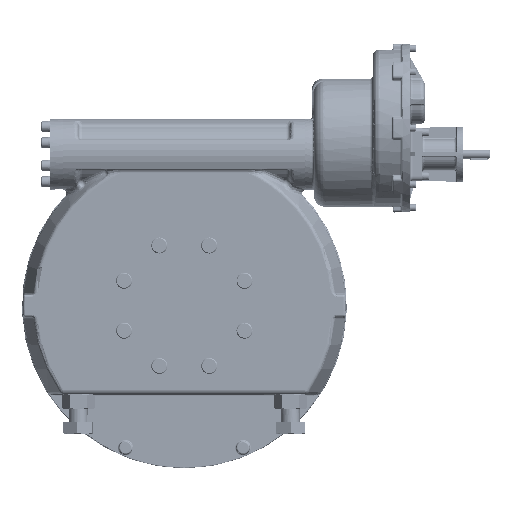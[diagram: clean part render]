
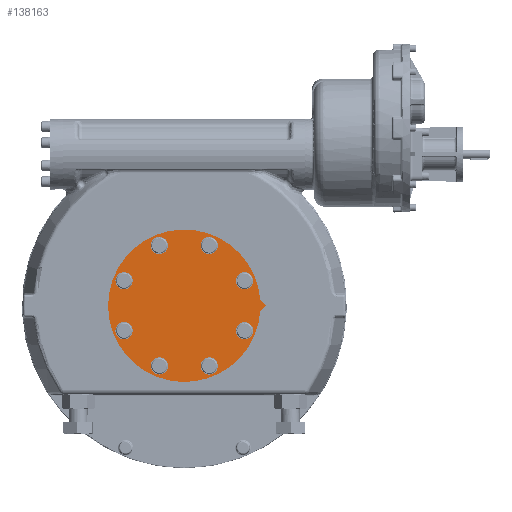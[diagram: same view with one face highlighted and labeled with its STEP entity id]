
A CAD part, top view. The second image highlights one B-rep face of the part: STEP entity #138163.
In plain terms, the highlighted planar face has unit normal (0, 0, 1).
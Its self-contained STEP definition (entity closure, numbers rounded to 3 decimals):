
#10834=LINE('',#223616,#19514);
#10838=LINE('',#223625,#19518);
#19514=VECTOR('',#170012,1000.);
#19518=VECTOR('',#170018,1000.);
#49056=ORIENTED_EDGE('',*,*,#63272,.F.);
#49057=ORIENTED_EDGE('',*,*,#63273,.F.);
#49058=ORIENTED_EDGE('',*,*,#63274,.F.);
#49059=ORIENTED_EDGE('',*,*,#63275,.F.);
#49060=ORIENTED_EDGE('',*,*,#63276,.F.);
#49061=ORIENTED_EDGE('',*,*,#63277,.F.);
#49062=ORIENTED_EDGE('',*,*,#63278,.F.);
#49063=ORIENTED_EDGE('',*,*,#63260,.F.);
#49064=ORIENTED_EDGE('',*,*,#63262,.T.);
#49065=ORIENTED_EDGE('',*,*,#63266,.T.);
#49066=ORIENTED_EDGE('',*,*,#63269,.T.);
#63260=EDGE_CURVE('',#72479,#72479,#75016,.T.);
#63262=EDGE_CURVE('',#72481,#72482,#10834,.T.);
#63266=EDGE_CURVE('',#72482,#72485,#10838,.T.);
#63269=EDGE_CURVE('',#72485,#72481,#75018,.T.);
#63272=EDGE_CURVE('',#72488,#72488,#75021,.T.);
#63273=EDGE_CURVE('',#72489,#72489,#75022,.T.);
#63274=EDGE_CURVE('',#72490,#72490,#75023,.T.);
#63275=EDGE_CURVE('',#72491,#72491,#75024,.T.);
#63276=EDGE_CURVE('',#72492,#72492,#75025,.T.);
#63277=EDGE_CURVE('',#72493,#72493,#75026,.T.);
#63278=EDGE_CURVE('',#72494,#72494,#75027,.T.);
#72479=VERTEX_POINT('',#223611);
#72481=VERTEX_POINT('',#223617);
#72482=VERTEX_POINT('',#223618);
#72485=VERTEX_POINT('',#223626);
#72488=VERTEX_POINT('',#223638);
#72489=VERTEX_POINT('',#223640);
#72490=VERTEX_POINT('',#223642);
#72491=VERTEX_POINT('',#223644);
#72492=VERTEX_POINT('',#223646);
#72493=VERTEX_POINT('',#223648);
#72494=VERTEX_POINT('',#223650);
#75016=CIRCLE('',#145994,19.5);
#75018=CIRCLE('',#146000,172.5);
#75021=CIRCLE('',#146005,19.5);
#75022=CIRCLE('',#146006,19.5);
#75023=CIRCLE('',#146007,19.5);
#75024=CIRCLE('',#146008,19.5);
#75025=CIRCLE('',#146009,19.5);
#75026=CIRCLE('',#146010,19.5);
#75027=CIRCLE('',#146011,19.5);
#81558=EDGE_LOOP('',(#49056));
#81559=EDGE_LOOP('',(#49057));
#81560=EDGE_LOOP('',(#49058));
#81561=EDGE_LOOP('',(#49059));
#81562=EDGE_LOOP('',(#49060));
#81563=EDGE_LOOP('',(#49061));
#81564=EDGE_LOOP('',(#49062));
#81565=EDGE_LOOP('',(#49063));
#81566=EDGE_LOOP('',(#49064,#49065,#49066));
#88331=FACE_BOUND('',#81558,.T.);
#88332=FACE_BOUND('',#81559,.T.);
#88333=FACE_BOUND('',#81560,.T.);
#88334=FACE_BOUND('',#81561,.T.);
#88335=FACE_BOUND('',#81562,.T.);
#88336=FACE_BOUND('',#81563,.T.);
#88337=FACE_BOUND('',#81564,.T.);
#88338=FACE_BOUND('',#81565,.T.);
#88339=FACE_BOUND('',#81566,.T.);
#92641=PLANE('',#146004);
#138163=ADVANCED_FACE('',(#88331,#88332,#88333,#88334,#88335,#88336,#88337,
#88338,#88339),#92641,.T.);
#145994=AXIS2_PLACEMENT_3D('',#223610,#170004,#170005);
#146000=AXIS2_PLACEMENT_3D('',#223631,#170023,#170024);
#146004=AXIS2_PLACEMENT_3D('',#223636,#170031,#170032);
#146005=AXIS2_PLACEMENT_3D('',#223637,#170033,#170034);
#146006=AXIS2_PLACEMENT_3D('',#223639,#170035,#170036);
#146007=AXIS2_PLACEMENT_3D('',#223641,#170037,#170038);
#146008=AXIS2_PLACEMENT_3D('',#223643,#170039,#170040);
#146009=AXIS2_PLACEMENT_3D('',#223645,#170041,#170042);
#146010=AXIS2_PLACEMENT_3D('',#223647,#170043,#170044);
#146011=AXIS2_PLACEMENT_3D('',#223649,#170045,#170046);
#170004=DIRECTION('',(0.,0.,1.));
#170005=DIRECTION('',(0.,-1.,0.));
#170012=DIRECTION('',(0.707,0.707,0.));
#170018=DIRECTION('',(-0.707,0.707,0.));
#170023=DIRECTION('',(0.,0.,1.));
#170024=DIRECTION('',(1.,0.,0.));
#170031=DIRECTION('',(0.,0.,1.));
#170032=DIRECTION('',(1.,0.,0.));
#170033=DIRECTION('',(0.,0.,1.));
#170034=DIRECTION('',(-0.707,-0.707,0.));
#170035=DIRECTION('',(0.,0.,1.));
#170036=DIRECTION('',(0.707,-0.707,0.));
#170037=DIRECTION('',(0.,0.,1.));
#170038=DIRECTION('',(0.707,0.707,0.));
#170039=DIRECTION('',(0.,0.,1.));
#170040=DIRECTION('',(-0.707,0.707,0.));
#170041=DIRECTION('',(0.,0.,1.));
#170042=DIRECTION('',(-1.,0.,0.));
#170043=DIRECTION('',(0.,0.,1.));
#170044=DIRECTION('',(0.,1.,0.));
#170045=DIRECTION('',(0.,0.,1.));
#170046=DIRECTION('',(1.,0.,0.));
#223610=CARTESIAN_POINT('',(56.446,136.272,146.25));
#223611=CARTESIAN_POINT('',(56.446,116.772,146.25));
#223616=CARTESIAN_POINT('',(185.,0.,146.25));
#223617=CARTESIAN_POINT('',(172.01,-12.99,146.25));
#223618=CARTESIAN_POINT('',(185.,0.,146.25));
#223625=CARTESIAN_POINT('',(185.,0.,146.25));
#223626=CARTESIAN_POINT('',(172.01,12.99,146.25));
#223631=CARTESIAN_POINT('',(0.,0.,146.25));
#223636=CARTESIAN_POINT('',(0.,0.,146.25));
#223637=CARTESIAN_POINT('',(136.272,56.446,146.25));
#223638=CARTESIAN_POINT('',(122.484,42.657,146.25));
#223639=CARTESIAN_POINT('',(-56.446,136.272,146.25));
#223640=CARTESIAN_POINT('',(-42.657,122.484,146.25));
#223641=CARTESIAN_POINT('',(-136.272,-56.446,146.25));
#223642=CARTESIAN_POINT('',(-122.484,-42.657,146.25));
#223643=CARTESIAN_POINT('',(56.446,-136.272,146.25));
#223644=CARTESIAN_POINT('',(42.657,-122.484,146.25));
#223645=CARTESIAN_POINT('',(136.272,-56.446,146.25));
#223646=CARTESIAN_POINT('',(116.772,-56.446,146.25));
#223647=CARTESIAN_POINT('',(-56.446,-136.272,146.25));
#223648=CARTESIAN_POINT('',(-56.446,-116.772,146.25));
#223649=CARTESIAN_POINT('',(-136.272,56.446,146.25));
#223650=CARTESIAN_POINT('',(-116.772,56.446,146.25));
